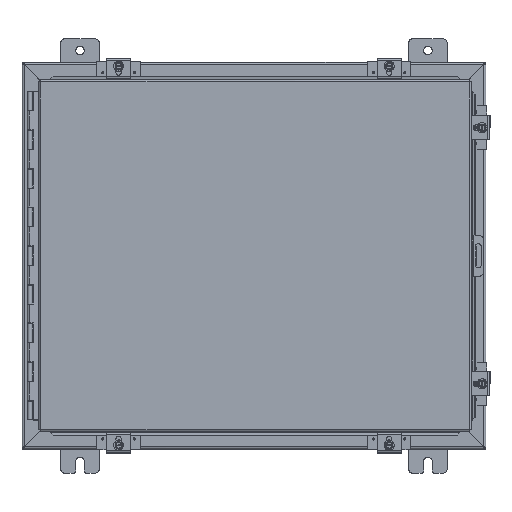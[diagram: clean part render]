
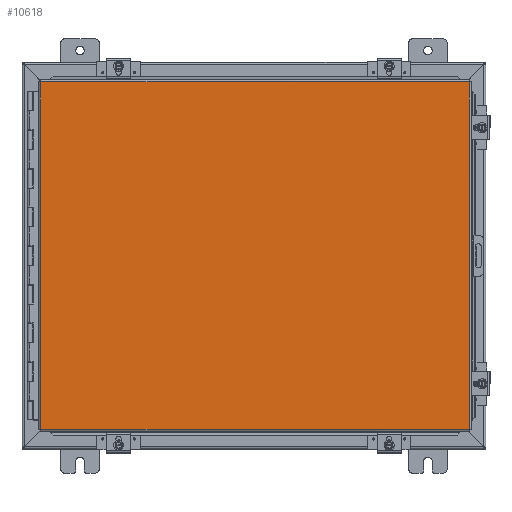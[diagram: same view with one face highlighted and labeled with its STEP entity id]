
A CAD part, top view. The second image highlights one B-rep face of the part: STEP entity #10618.
In plain terms, the highlighted face is planar.
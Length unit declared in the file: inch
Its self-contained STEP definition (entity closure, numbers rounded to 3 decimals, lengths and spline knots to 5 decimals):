
#217 = VECTOR ( 'NONE', #29836, 39.37008 ) ;
#688 = ORIENTED_EDGE ( 'NONE', *, *, #29755, .T. ) ;
#1178 = LINE ( 'NONE', #6369, #217 ) ;
#1789 = CARTESIAN_POINT ( 'NONE',  ( -11.08225, 8.9885, 0. ) ) ;
#2867 = VECTOR ( 'NONE', #12194, 39.37008 ) ;
#4195 = ORIENTED_EDGE ( 'NONE', *, *, #33188, .T. ) ;
#5753 = CARTESIAN_POINT ( 'NONE',  ( -11.08225, -8.9885, 0. ) ) ;
#6369 = CARTESIAN_POINT ( 'NONE',  ( -11.08225, -4.49425, 0. ) ) ;
#9886 = LINE ( 'NONE', #26031, #24548 ) ;
#10618 = ADVANCED_FACE ( 'NONE', ( #26468 ), #25662, .F. ) ;
#11363 = CARTESIAN_POINT ( 'NONE',  ( 11.08225, -8.9885, 0. ) ) ;
#12194 = DIRECTION ( 'NONE',  ( -1., 0., 0. ) ) ;
#13823 = EDGE_CURVE ( 'NONE', #19779, #32184, #20310, .T. ) ;
#14351 = DIRECTION ( 'NONE',  ( 0., -1., 0. ) ) ;
#15718 = ORIENTED_EDGE ( 'NONE', *, *, #13823, .T. ) ;
#18685 = ORIENTED_EDGE ( 'NONE', *, *, #38139, .T. ) ;
#19371 = VECTOR ( 'NONE', #27820, 39.37008 ) ;
#19502 = LINE ( 'NONE', #26675, #2867 ) ;
#19779 = VERTEX_POINT ( 'NONE', #1789 ) ;
#20310 = LINE ( 'NONE', #27784, #19371 ) ;
#21586 = VERTEX_POINT ( 'NONE', #11363 ) ;
#24548 = VECTOR ( 'NONE', #14351, 39.37008 ) ;
#25662 = PLANE ( 'NONE',  #38096 ) ;
#26031 = CARTESIAN_POINT ( 'NONE',  ( 11.08225, 4.49425, 0. ) ) ;
#26468 = FACE_OUTER_BOUND ( 'NONE', #35184, .T. ) ;
#26675 = CARTESIAN_POINT ( 'NONE',  ( 5.54112, -8.9885, 0. ) ) ;
#27239 = VERTEX_POINT ( 'NONE', #5753 ) ;
#27784 = CARTESIAN_POINT ( 'NONE',  ( -5.59375, 8.9885, 0. ) ) ;
#27820 = DIRECTION ( 'NONE',  ( 1., 0., 0. ) ) ;
#28641 = CARTESIAN_POINT ( 'NONE',  ( 0., 0., 0. ) ) ;
#28681 = DIRECTION ( 'NONE',  ( 0., 0., 1. ) ) ;
#28776 = DIRECTION ( 'NONE',  ( 1., 0., 0. ) ) ;
#29755 = EDGE_CURVE ( 'NONE', #21586, #27239, #19502, .T. ) ;
#29836 = DIRECTION ( 'NONE',  ( 0., 1., 0. ) ) ;
#31395 = CARTESIAN_POINT ( 'NONE',  ( 11.08225, 8.9885, 0. ) ) ;
#32184 = VERTEX_POINT ( 'NONE', #31395 ) ;
#33188 = EDGE_CURVE ( 'NONE', #27239, #19779, #1178, .T. ) ;
#35184 = EDGE_LOOP ( 'NONE', ( #4195, #15718, #18685, #688 ) ) ;
#38096 = AXIS2_PLACEMENT_3D ( 'NONE', #28641, #28681, #28776 ) ;
#38139 = EDGE_CURVE ( 'NONE', #32184, #21586, #9886, .T. ) ;
